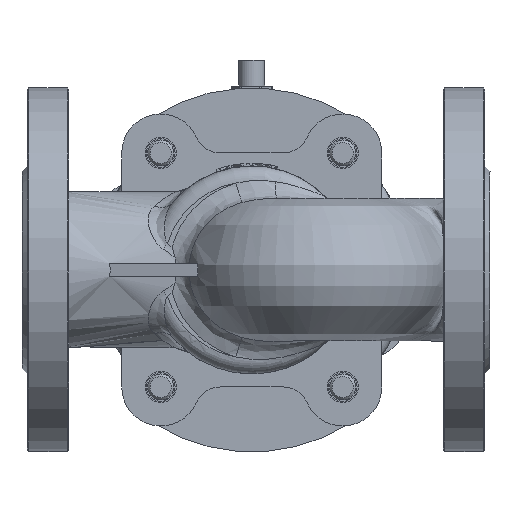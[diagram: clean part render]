
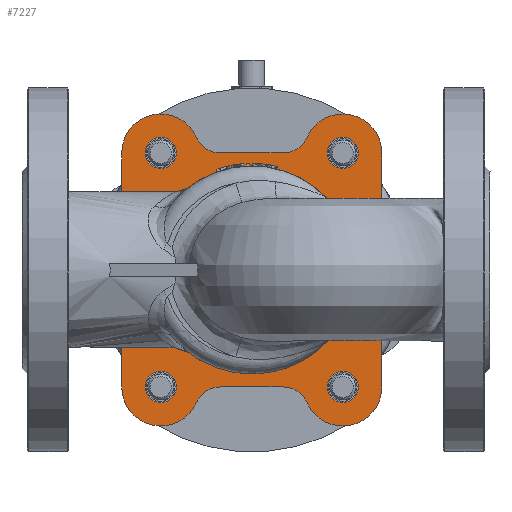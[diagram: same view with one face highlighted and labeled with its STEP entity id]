
A CAD part, front view. The second image highlights one B-rep face of the part: STEP entity #7227.
In plain terms, the highlighted planar face has unit normal (0, -1, 0).
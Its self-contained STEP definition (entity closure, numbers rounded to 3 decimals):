
#307=FACE_BOUND('',#1461,.T.);
#308=FACE_BOUND('',#1462,.T.);
#309=FACE_BOUND('',#1463,.T.);
#310=FACE_BOUND('',#1464,.T.);
#311=FACE_BOUND('',#1465,.T.);
#662=PLANE('',#8033);
#1001=FACE_OUTER_BOUND('',#1460,.T.);
#1460=EDGE_LOOP('',(#5984,#5985,#5986,#5987,#5988,#5989,#5990,#5991,#5992,
#5993,#5994,#5995));
#1461=EDGE_LOOP('',(#5996));
#1462=EDGE_LOOP('',(#5997));
#1463=EDGE_LOOP('',(#5998));
#1464=EDGE_LOOP('',(#5999));
#1465=EDGE_LOOP('',(#6000));
#1839=CIRCLE('',#7887,10.);
#1841=CIRCLE('',#7891,10.);
#1843=CIRCLE('',#7894,15.);
#1845=CIRCLE('',#7897,10.);
#1847=CIRCLE('',#7900,15.);
#1849=CIRCLE('',#7903,10.);
#1888=CIRCLE('',#7994,40.);
#1913=CIRCLE('',#8034,15.);
#1914=CIRCLE('',#8035,15.);
#1915=CIRCLE('',#8036,6.);
#1916=CIRCLE('',#8037,6.);
#1917=CIRCLE('',#8038,6.);
#1918=CIRCLE('',#8039,6.);
#2181=LINE('',#14514,#2537);
#2194=LINE('',#14560,#2550);
#2293=LINE('',#17681,#2649);
#2294=LINE('',#17684,#2650);
#2537=VECTOR('',#9335,10.);
#2550=VECTOR('',#9380,10.);
#2649=VECTOR('',#9737,10.);
#2650=VECTOR('',#9740,10.);
#3055=VERTEX_POINT('',#14504);
#3056=VERTEX_POINT('',#14505);
#3059=VERTEX_POINT('',#14513);
#3062=VERTEX_POINT('',#14521);
#3064=VERTEX_POINT('',#14527);
#3066=VERTEX_POINT('',#14533);
#3067=VERTEX_POINT('',#14534);
#3070=VERTEX_POINT('',#14542);
#3072=VERTEX_POINT('',#14548);
#3073=VERTEX_POINT('',#14549);
#3200=VERTEX_POINT('',#15731);
#3242=VERTEX_POINT('',#17679);
#3243=VERTEX_POINT('',#17682);
#3244=VERTEX_POINT('',#17685);
#3245=VERTEX_POINT('',#17687);
#3246=VERTEX_POINT('',#17689);
#3247=VERTEX_POINT('',#17691);
#3903=EDGE_CURVE('',#3055,#3056,#1839,.T.);
#3907=EDGE_CURVE('',#3056,#3059,#2181,.T.);
#3911=EDGE_CURVE('',#3059,#3062,#1841,.T.);
#3914=EDGE_CURVE('',#3062,#3064,#1843,.T.);
#3917=EDGE_CURVE('',#3066,#3067,#1845,.T.);
#3921=EDGE_CURVE('',#3067,#3070,#1847,.T.);
#3924=EDGE_CURVE('',#3072,#3073,#1849,.T.);
#3930=EDGE_CURVE('',#3073,#3066,#2194,.T.);
#4114=EDGE_CURVE('',#3200,#3200,#1888,.T.);
#4183=EDGE_CURVE('',#3242,#3055,#1913,.T.);
#4184=EDGE_CURVE('',#3070,#3242,#2293,.T.);
#4185=EDGE_CURVE('',#3243,#3072,#1914,.T.);
#4186=EDGE_CURVE('',#3064,#3243,#2294,.T.);
#4187=EDGE_CURVE('',#3244,#3244,#1915,.T.);
#4188=EDGE_CURVE('',#3245,#3245,#1916,.T.);
#4189=EDGE_CURVE('',#3246,#3246,#1917,.T.);
#4190=EDGE_CURVE('',#3247,#3247,#1918,.T.);
#5984=ORIENTED_EDGE('',*,*,#3911,.F.);
#5985=ORIENTED_EDGE('',*,*,#3907,.F.);
#5986=ORIENTED_EDGE('',*,*,#3903,.F.);
#5987=ORIENTED_EDGE('',*,*,#4183,.F.);
#5988=ORIENTED_EDGE('',*,*,#4184,.F.);
#5989=ORIENTED_EDGE('',*,*,#3921,.F.);
#5990=ORIENTED_EDGE('',*,*,#3917,.F.);
#5991=ORIENTED_EDGE('',*,*,#3930,.F.);
#5992=ORIENTED_EDGE('',*,*,#3924,.F.);
#5993=ORIENTED_EDGE('',*,*,#4185,.F.);
#5994=ORIENTED_EDGE('',*,*,#4186,.F.);
#5995=ORIENTED_EDGE('',*,*,#3914,.F.);
#5996=ORIENTED_EDGE('',*,*,#4187,.F.);
#5997=ORIENTED_EDGE('',*,*,#4188,.F.);
#5998=ORIENTED_EDGE('',*,*,#4189,.F.);
#5999=ORIENTED_EDGE('',*,*,#4190,.F.);
#6000=ORIENTED_EDGE('',*,*,#4114,.T.);
#7227=ADVANCED_FACE('',(#1001,#307,#308,#309,#310,#311),#662,.F.);
#7887=AXIS2_PLACEMENT_3D('',#14506,#9327,#9328);
#7891=AXIS2_PLACEMENT_3D('',#14522,#9341,#9342);
#7894=AXIS2_PLACEMENT_3D('',#14528,#9348,#9349);
#7897=AXIS2_PLACEMENT_3D('',#14535,#9355,#9356);
#7900=AXIS2_PLACEMENT_3D('',#14543,#9363,#9364);
#7903=AXIS2_PLACEMENT_3D('',#14550,#9370,#9371);
#7994=AXIS2_PLACEMENT_3D('',#15733,#9648,#9649);
#8033=AXIS2_PLACEMENT_3D('',#17678,#9733,#9734);
#8034=AXIS2_PLACEMENT_3D('',#17680,#9735,#9736);
#8035=AXIS2_PLACEMENT_3D('',#17683,#9738,#9739);
#8036=AXIS2_PLACEMENT_3D('',#17686,#9741,#9742);
#8037=AXIS2_PLACEMENT_3D('',#17688,#9743,#9744);
#8038=AXIS2_PLACEMENT_3D('',#17690,#9745,#9746);
#8039=AXIS2_PLACEMENT_3D('',#17692,#9747,#9748);
#9327=DIRECTION('center_axis',(0.,-1.,0.));
#9328=DIRECTION('ref_axis',(-0.548,0.,-0.837));
#9335=DIRECTION('',(1.,0.,0.));
#9341=DIRECTION('center_axis',(0.,-1.,0.));
#9342=DIRECTION('ref_axis',(0.548,0.,-0.837));
#9348=DIRECTION('center_axis',(0.,1.,0.));
#9349=DIRECTION('ref_axis',(1.,0.,0.));
#9355=DIRECTION('center_axis',(0.,-1.,0.));
#9356=DIRECTION('ref_axis',(-0.548,0.,0.837));
#9363=DIRECTION('center_axis',(0.,1.,0.));
#9364=DIRECTION('ref_axis',(1.,0.,0.));
#9370=DIRECTION('center_axis',(0.,-1.,0.));
#9371=DIRECTION('ref_axis',(0.548,0.,0.837));
#9380=DIRECTION('',(-1.,0.,0.));
#9648=DIRECTION('center_axis',(0.,1.,0.));
#9649=DIRECTION('ref_axis',(0.,0.,1.));
#9733=DIRECTION('center_axis',(0.,1.,0.));
#9734=DIRECTION('ref_axis',(0.,0.,1.));
#9735=DIRECTION('center_axis',(0.,1.,0.));
#9736=DIRECTION('ref_axis',(1.,0.,0.));
#9737=DIRECTION('',(0.,0.,1.));
#9738=DIRECTION('center_axis',(0.,1.,0.));
#9739=DIRECTION('ref_axis',(1.,0.,0.));
#9740=DIRECTION('',(0.,0.,-1.));
#9741=DIRECTION('center_axis',(0.,-1.,0.));
#9742=DIRECTION('ref_axis',(-1.,0.,0.));
#9743=DIRECTION('center_axis',(0.,-1.,0.));
#9744=DIRECTION('ref_axis',(-1.,0.,0.));
#9745=DIRECTION('center_axis',(0.,-1.,0.));
#9746=DIRECTION('ref_axis',(-1.,0.,0.));
#9747=DIRECTION('center_axis',(0.,-1.,0.));
#9748=DIRECTION('ref_axis',(-1.,0.,0.));
#14504=CARTESIAN_POINT('',(67.114,47.,51.));
#14505=CARTESIAN_POINT('',(76.279,47.,45.));
#14506=CARTESIAN_POINT('Origin',(76.279,47.,55.));
#14513=CARTESIAN_POINT('',(100.453,47.,45.));
#14514=CARTESIAN_POINT('',(38.366,47.,45.));
#14521=CARTESIAN_POINT('',(109.618,47.,51.));
#14522=CARTESIAN_POINT('Origin',(100.453,47.,55.));
#14527=CARTESIAN_POINT('',(138.366,47.,45.));
#14528=CARTESIAN_POINT('Origin',(123.366,47.,45.));
#14533=CARTESIAN_POINT('',(76.279,47.,-45.));
#14534=CARTESIAN_POINT('',(67.114,47.,-51.));
#14535=CARTESIAN_POINT('Origin',(76.279,47.,-55.));
#14542=CARTESIAN_POINT('',(38.366,47.,-45.));
#14543=CARTESIAN_POINT('Origin',(53.366,47.,-45.));
#14548=CARTESIAN_POINT('',(109.618,47.,-51.));
#14549=CARTESIAN_POINT('',(100.453,47.,-45.));
#14550=CARTESIAN_POINT('Origin',(100.453,47.,-55.));
#14560=CARTESIAN_POINT('',(138.366,47.,-45.));
#15731=CARTESIAN_POINT('',(88.366,47.,-40.));
#15733=CARTESIAN_POINT('Origin',(88.366,47.,0.));
#17678=CARTESIAN_POINT('Origin',(88.366,47.,0.));
#17679=CARTESIAN_POINT('',(38.366,47.,45.));
#17680=CARTESIAN_POINT('Origin',(53.366,47.,45.));
#17681=CARTESIAN_POINT('',(38.366,47.,-45.));
#17682=CARTESIAN_POINT('',(138.366,47.,-45.));
#17683=CARTESIAN_POINT('Origin',(123.366,47.,-45.));
#17684=CARTESIAN_POINT('',(138.366,47.,45.));
#17685=CARTESIAN_POINT('',(129.366,47.,-45.));
#17686=CARTESIAN_POINT('Origin',(123.366,47.,-45.));
#17687=CARTESIAN_POINT('',(59.366,47.,-45.));
#17688=CARTESIAN_POINT('Origin',(53.366,47.,-45.));
#17689=CARTESIAN_POINT('',(129.366,47.,45.));
#17690=CARTESIAN_POINT('Origin',(123.366,47.,45.));
#17691=CARTESIAN_POINT('',(59.366,47.,45.));
#17692=CARTESIAN_POINT('Origin',(53.366,47.,45.));
